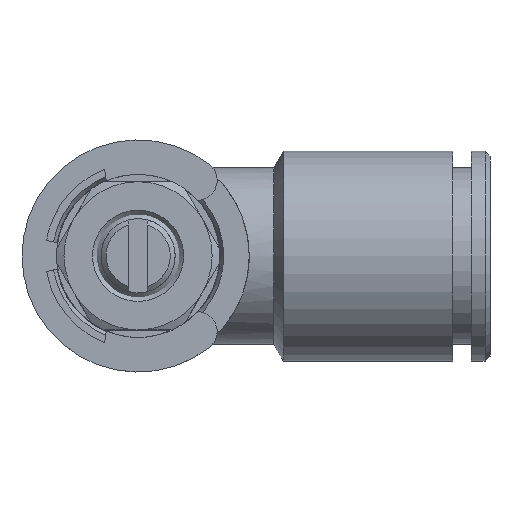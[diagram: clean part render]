
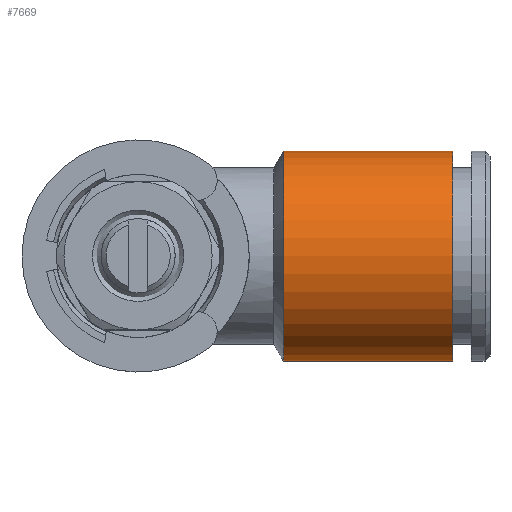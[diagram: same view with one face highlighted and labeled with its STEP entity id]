
A CAD part, top view. The second image highlights one B-rep face of the part: STEP entity #7669.
In plain terms, the highlighted cylindrical face has radius 8.5 mm (diameter 17 mm), a full revolution.
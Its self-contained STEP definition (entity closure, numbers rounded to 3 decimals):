
#3376=ORIENTED_EDGE('',*,*,#3964,.T.);
#3377=ORIENTED_EDGE('',*,*,#3965,.F.);
#3522=CIRCLE('',#7466,8.5);
#3523=CIRCLE('',#7468,8.5);
#3715=VERTEX_POINT('',#7131);
#3716=VERTEX_POINT('',#7134);
#3964=EDGE_CURVE('',#3715,#3715,#3522,.T.);
#3965=EDGE_CURVE('',#3716,#3716,#3523,.T.);
#4191=EDGE_LOOP('',(#3376));
#4192=EDGE_LOOP('',(#3377));
#4429=FACE_BOUND('',#4191,.T.);
#4430=FACE_BOUND('',#4192,.T.);
#5141=DIRECTION('',(0.,1.,0.));
#5142=DIRECTION('',(8.5,0.,0.));
#5143=DIRECTION('',(0.,1.,0.));
#5144=DIRECTION('',(1.,0.,0.));
#5145=DIRECTION('',(0.,1.,0.));
#5146=DIRECTION('',(8.5,0.,0.));
#7131=CARTESIAN_POINT('',(-6.763,23.415,0.));
#7132=CARTESIAN_POINT('',(-15.263,23.415,0.));
#7133=CARTESIAN_POINT('',(-15.263,23.415,0.));
#7134=CARTESIAN_POINT('',(-6.763,37.135,0.));
#7135=CARTESIAN_POINT('',(-15.263,37.135,0.));
#7466=AXIS2_PLACEMENT_3D('',#7132,#5141,#5142);
#7467=AXIS2_PLACEMENT_3D('',#7133,#5143,#5144);
#7468=AXIS2_PLACEMENT_3D('',#7135,#5145,#5146);
#7527=CYLINDRICAL_SURFACE('',#7467,8.5);
#7669=ADVANCED_FACE('',(#4429,#4430),#7527,.T.);
